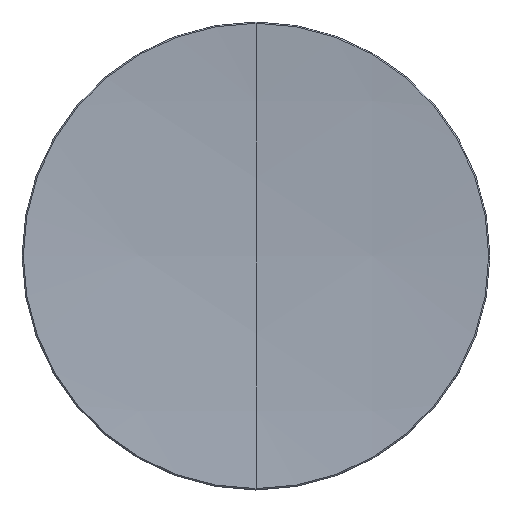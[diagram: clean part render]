
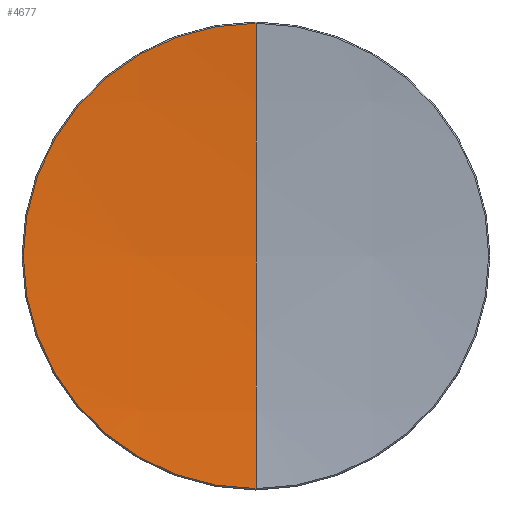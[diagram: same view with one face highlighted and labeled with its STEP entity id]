
A CAD part, top view. The second image highlights one B-rep face of the part: STEP entity #4677.
In plain terms, the highlighted spherical face has radius 400 mm.
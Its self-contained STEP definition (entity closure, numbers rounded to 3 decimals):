
#750 = CIRCLE ( 'NONE', #824, 400. ) ;
#785 = DIRECTION ( 'NONE',  ( 0., 0., 1. ) ) ;
#786 = DIRECTION ( 'NONE',  ( -1., 0., 0. ) ) ;
#794 = CIRCLE ( 'NONE', #823, 400. ) ;
#795 = CARTESIAN_POINT ( 'NONE',  ( 0., 0., 406. ) ) ;
#820 = DIRECTION ( 'NONE',  ( 0., 1., 0. ) ) ;
#821 = DIRECTION ( 'NONE',  ( 1., 0., 0. ) ) ;
#822 = CARTESIAN_POINT ( 'NONE',  ( 0., 0., 406. ) ) ;
#823 = AXIS2_PLACEMENT_3D ( 'NONE', #822, #821, #820 ) ;
#824 = AXIS2_PLACEMENT_3D ( 'NONE', #795, #786, #785 ) ;
#871 = DIRECTION ( 'NONE',  ( 1., 0., 0. ) ) ;
#872 = DIRECTION ( 'NONE',  ( 0., 0., 1. ) ) ;
#873 = CARTESIAN_POINT ( 'NONE',  ( 0., 0., 7.743 ) ) ;
#874 = AXIS2_PLACEMENT_3D ( 'NONE', #873, #872, #871 ) ;
#903 = FACE_OUTER_BOUND ( 'NONE', #4308, .T. ) ;
#964 = CARTESIAN_POINT ( 'NONE',  ( 0., 37.301, 7.743 ) ) ;
#965 = CIRCLE ( 'NONE', #874, 37.301 ) ;
#1005 = SPHERICAL_SURFACE ( 'NONE', #1014, 400. ) ;
#1008 = DIRECTION ( 'NONE',  ( 0., 1., 0. ) ) ;
#1009 = DIRECTION ( 'NONE',  ( 1., 0., 0. ) ) ;
#1010 = CARTESIAN_POINT ( 'NONE',  ( 0., 0., 406. ) ) ;
#1014 = AXIS2_PLACEMENT_3D ( 'NONE', #1010, #1009, #1008 ) ;
#1053 = CARTESIAN_POINT ( 'NONE',  ( -37.301, 0., 7.743 ) ) ;
#4209 = VERTEX_POINT ( 'NONE', #6831 ) ;
#4300 = VERTEX_POINT ( 'NONE', #7436 ) ;
#4308 = EDGE_LOOP ( 'NONE', ( #4660, #4676, #4679, #4666 ) ) ;
#4382 = EDGE_CURVE ( 'NONE', #4695, #4703, #8047, .T. ) ;
#4660 = ORIENTED_EDGE ( 'NONE', *, *, #4382, .T. ) ;
#4661 = EDGE_CURVE ( 'NONE', #4209, #4300, #794, .T. ) ;
#4663 = EDGE_CURVE ( 'NONE', #4695, #4300, #750, .T. ) ;
#4666 = ORIENTED_EDGE ( 'NONE', *, *, #4663, .F. ) ;
#4676 = ORIENTED_EDGE ( 'NONE', *, *, #4698, .T. ) ;
#4677 = ADVANCED_FACE ( 'NONE', ( #903 ), #1005, .F. ) ;
#4679 = ORIENTED_EDGE ( 'NONE', *, *, #4661, .T. ) ;
#4695 = VERTEX_POINT ( 'NONE', #964 ) ;
#4698 = EDGE_CURVE ( 'NONE', #4703, #4209, #965, .T. ) ;
#4703 = VERTEX_POINT ( 'NONE', #1053 ) ;
#6831 = CARTESIAN_POINT ( 'NONE',  ( 0., -37.301, 7.743 ) ) ;
#7436 = CARTESIAN_POINT ( 'NONE',  ( 0., 0., 6. ) ) ;
#7854 = DIRECTION ( 'NONE',  ( 0., 0., 1. ) ) ;
#7855 = AXIS2_PLACEMENT_3D ( 'NONE', #8046, #7854, #8049 ) ;
#8046 = CARTESIAN_POINT ( 'NONE',  ( 0., 0., 7.743 ) ) ;
#8047 = CIRCLE ( 'NONE', #7855, 37.301 ) ;
#8049 = DIRECTION ( 'NONE',  ( 1., 0., 0. ) ) ;
